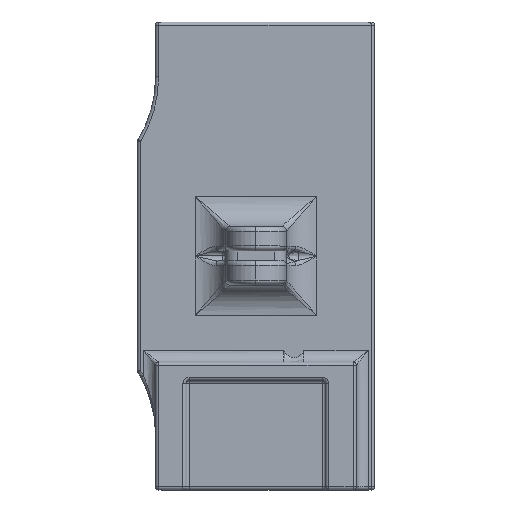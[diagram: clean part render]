
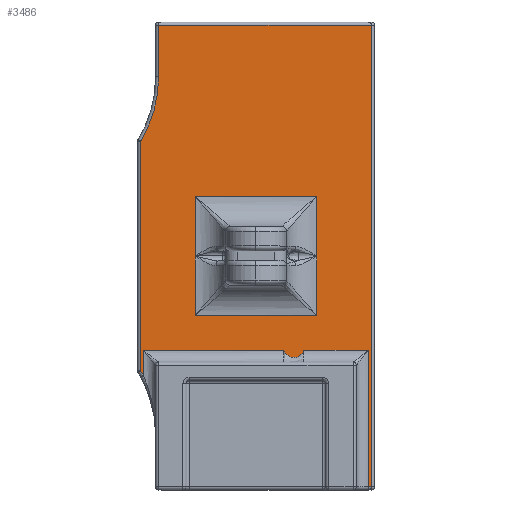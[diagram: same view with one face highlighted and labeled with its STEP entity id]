
A CAD part, top view. The second image highlights one B-rep face of the part: STEP entity #3486.
In plain terms, the highlighted planar face has unit normal (0, 0, 1).
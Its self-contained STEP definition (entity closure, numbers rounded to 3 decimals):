
#47 = CARTESIAN_POINT ( 'NONE',  ( 14.749, -20.867, -38.699 ) ) ;
#84 = CARTESIAN_POINT ( 'NONE',  ( 20.129, -16.098, -38.699 ) ) ;
#191 = AXIS2_PLACEMENT_3D ( 'NONE', #1411, #7348, #4312 ) ;
#398 = EDGE_CURVE ( 'NONE', #2248, #1979, #9561, .T. ) ;
#458 = VECTOR ( 'NONE', #8409, 1000. ) ;
#495 = DIRECTION ( 'NONE',  ( 0., 1., 0. ) ) ;
#563 = EDGE_CURVE ( 'NONE', #3494, #8410, #9517, .T. ) ;
#566 = CARTESIAN_POINT ( 'NONE',  ( 20.129, -5.367, -38.699 ) ) ;
#571 = VERTEX_POINT ( 'NONE', #4512 ) ;
#681 = CARTESIAN_POINT ( 'NONE',  ( 0.129, -5.367, -38.699 ) ) ;
#825 = DIRECTION ( 'NONE',  ( -1., 0., 0. ) ) ;
#890 = CARTESIAN_POINT ( 'NONE',  ( -5.871, -16.098, -38.699 ) ) ;
#1017 = CARTESIAN_POINT ( 'NONE',  ( 20.129, -15.167, -38.699 ) ) ;
#1021 = LINE ( 'NONE', #6973, #458 ) ;
#1074 = CARTESIAN_POINT ( 'NONE',  ( 28.629, -43.367, -38.699 ) ) ;
#1118 = DIRECTION ( 'NONE',  ( 0., 0., 1. ) ) ;
#1135 = ORIENTED_EDGE ( 'NONE', *, *, #2276, .T. ) ;
#1411 = CARTESIAN_POINT ( 'NONE',  ( -26.371, -34.865, -38.699 ) ) ;
#1420 = DIRECTION ( 'NONE',  ( 1., 0., 0. ) ) ;
#1441 = ORIENTED_EDGE ( 'NONE', *, *, #6260, .T. ) ;
#1577 = ORIENTED_EDGE ( 'NONE', *, *, #398, .T. ) ;
#1585 = VERTEX_POINT ( 'NONE', #5495 ) ;
#1605 = VECTOR ( 'NONE', #4928, 1000. ) ;
#1633 = LINE ( 'NONE', #890, #4926 ) ;
#1670 = CARTESIAN_POINT ( 'NONE',  ( 0.129, -16.098, -38.699 ) ) ;
#1674 = CARTESIAN_POINT ( 'NONE',  ( 7.314, 32.633, -38.699 ) ) ;
#1700 = CARTESIAN_POINT ( 'NONE',  ( 28.629, -16.098, -38.699 ) ) ;
#1707 = VECTOR ( 'NONE', #5144, 1000. ) ;
#1737 = VERTEX_POINT ( 'NONE', #8766 ) ;
#1748 = CARTESIAN_POINT ( 'NONE',  ( -8.829, -23.47, -38.699 ) ) ;
#1776 = ORIENTED_EDGE ( 'NONE', *, *, #8121, .T. ) ;
#1811 = EDGE_CURVE ( 'NONE', #3840, #8114, #5888, .T. ) ;
#1858 = VECTOR ( 'NONE', #495, 1000. ) ;
#1979 = VERTEX_POINT ( 'NONE', #9440 ) ;
#2066 = CIRCLE ( 'NONE', #191, 20.5 ) ;
#2101 = DIRECTION ( 'NONE',  ( 0., 0., -1. ) ) ;
#2248 = VERTEX_POINT ( 'NONE', #1074 ) ;
#2276 = EDGE_CURVE ( 'NONE', #2406, #8685, #1021, .T. ) ;
#2310 = CIRCLE ( 'NONE', #7705, 20.5 ) ;
#2406 = VERTEX_POINT ( 'NONE', #681 ) ;
#2472 = DIRECTION ( 'NONE',  ( 0., -1., 0. ) ) ;
#2572 = CARTESIAN_POINT ( 'NONE',  ( 7.314, -16.098, -38.699 ) ) ;
#2582 = LINE ( 'NONE', #7843, #1858 ) ;
#2640 = VERTEX_POINT ( 'NONE', #2738 ) ;
#2696 = AXIS2_PLACEMENT_3D ( 'NONE', #3878, #3972, #8259 ) ;
#2719 = EDGE_CURVE ( 'NONE', #8685, #4279, #3654, .T. ) ;
#2738 = CARTESIAN_POINT ( 'NONE',  ( -8.829, -24.256, -38.699 ) ) ;
#2945 = LINE ( 'NONE', #8823, #1605 ) ;
#2971 = ORIENTED_EDGE ( 'NONE', *, *, #6598, .T. ) ;
#2975 = VERTEX_POINT ( 'NONE', #8759 ) ;
#3004 = CARTESIAN_POINT ( 'NONE',  ( -8.829, 13.522, -38.699 ) ) ;
#3058 = EDGE_CURVE ( 'NONE', #4279, #6538, #3757, .T. ) ;
#3063 = EDGE_LOOP ( 'NONE', ( #7567, #6788, #5282, #1776, #7913, #3902, #6989, #4136, #1577, #2971, #3089, #8992 ) ) ;
#3089 = ORIENTED_EDGE ( 'NONE', *, *, #1811, .T. ) ;
#3100 = DIRECTION ( 'NONE',  ( 0., -1., 0. ) ) ;
#3243 = AXIS2_PLACEMENT_3D ( 'NONE', #2572, #1118, #3978 ) ;
#3315 = CIRCLE ( 'NONE', #2696, 1.7 ) ;
#3473 = VECTOR ( 'NONE', #4450, 1000. ) ;
#3486 = ADVANCED_FACE ( 'NONE', ( #9227, #8405 ), #4843, .T. ) ;
#3494 = VERTEX_POINT ( 'NONE', #1017 ) ;
#3639 = EDGE_LOOP ( 'NONE', ( #7417, #7361, #1441, #3880, #4770, #1135 ) ) ;
#3654 = LINE ( 'NONE', #8223, #1707 ) ;
#3705 = VECTOR ( 'NONE', #7659, 1000. ) ;
#3713 = CARTESIAN_POINT ( 'NONE',  ( 20.129, -16.098, -38.699 ) ) ;
#3757 = LINE ( 'NONE', #3713, #6781 ) ;
#3840 = VERTEX_POINT ( 'NONE', #7520 ) ;
#3878 = CARTESIAN_POINT ( 'NONE',  ( 16.374, -20.367, -38.699 ) ) ;
#3880 = ORIENTED_EDGE ( 'NONE', *, *, #563, .T. ) ;
#3902 = ORIENTED_EDGE ( 'NONE', *, *, #7420, .T. ) ;
#3972 = DIRECTION ( 'NONE',  ( 0., 0., 1. ) ) ;
#3978 = DIRECTION ( 'NONE',  ( 1., 0., 0. ) ) ;
#4136 = ORIENTED_EDGE ( 'NONE', *, *, #7429, .T. ) ;
#4222 = CARTESIAN_POINT ( 'NONE',  ( 28.629, -20.867, -38.699 ) ) ;
#4279 = VERTEX_POINT ( 'NONE', #7075 ) ;
#4312 = DIRECTION ( 'NONE',  ( 1., 0., 0. ) ) ;
#4356 = LINE ( 'NONE', #4985, #5937 ) ;
#4450 = DIRECTION ( 'NONE',  ( 1., 0., 0. ) ) ;
#4471 = EDGE_CURVE ( 'NONE', #8114, #1737, #1633, .T. ) ;
#4512 = CARTESIAN_POINT ( 'NONE',  ( -8.371, -20.867, -38.699 ) ) ;
#4702 = DIRECTION ( 'NONE',  ( 0., -1., 0. ) ) ;
#4719 = LINE ( 'NONE', #1670, #3705 ) ;
#4760 = VERTEX_POINT ( 'NONE', #47 ) ;
#4770 = ORIENTED_EDGE ( 'NONE', *, *, #8773, .T. ) ;
#4843 = PLANE ( 'NONE',  #3243 ) ;
#4857 = CARTESIAN_POINT ( 'NONE',  ( -26.371, 24.131, -38.699 ) ) ;
#4893 = EDGE_CURVE ( 'NONE', #6243, #2640, #7786, .T. ) ;
#4926 = VECTOR ( 'NONE', #9053, 1000. ) ;
#4928 = DIRECTION ( 'NONE',  ( 0., 1., 0. ) ) ;
#4985 = CARTESIAN_POINT ( 'NONE',  ( 7.314, -20.867, -38.699 ) ) ;
#5078 = EDGE_CURVE ( 'NONE', #1585, #9353, #4356, .T. ) ;
#5079 = CARTESIAN_POINT ( 'NONE',  ( -5.871, 32.633, -38.699 ) ) ;
#5091 = VECTOR ( 'NONE', #4702, 1000. ) ;
#5118 = CARTESIAN_POINT ( 'NONE',  ( 0.129, -15.167, -38.699 ) ) ;
#5144 = DIRECTION ( 'NONE',  ( 1., 0., 0. ) ) ;
#5153 = VECTOR ( 'NONE', #8496, 1000. ) ;
#5282 = ORIENTED_EDGE ( 'NONE', *, *, #7244, .T. ) ;
#5339 = DIRECTION ( 'NONE',  ( 0., -1., 0. ) ) ;
#5495 = CARTESIAN_POINT ( 'NONE',  ( 17.999, -20.867, -38.699 ) ) ;
#5888 = LINE ( 'NONE', #1674, #8472 ) ;
#5914 = CARTESIAN_POINT ( 'NONE',  ( 7.314, -15.167, -38.699 ) ) ;
#5937 = VECTOR ( 'NONE', #7925, 1000. ) ;
#6080 = VECTOR ( 'NONE', #3100, 1000. ) ;
#6194 = LINE ( 'NONE', #1700, #7308 ) ;
#6201 = VECTOR ( 'NONE', #825, 1000. ) ;
#6243 = VERTEX_POINT ( 'NONE', #3004 ) ;
#6260 = EDGE_CURVE ( 'NONE', #6538, #3494, #8880, .T. ) ;
#6538 = VERTEX_POINT ( 'NONE', #566 ) ;
#6598 = EDGE_CURVE ( 'NONE', #1979, #3840, #2945, .T. ) ;
#6603 = DIRECTION ( 'NONE',  ( -1., 0., 0. ) ) ;
#6781 = VECTOR ( 'NONE', #5339, 1000. ) ;
#6788 = ORIENTED_EDGE ( 'NONE', *, *, #4893, .T. ) ;
#6973 = CARTESIAN_POINT ( 'NONE',  ( 0.129, -16.098, -38.699 ) ) ;
#6989 = ORIENTED_EDGE ( 'NONE', *, *, #5078, .T. ) ;
#7001 = CARTESIAN_POINT ( 'NONE',  ( 7.314, -20.867, -38.699 ) ) ;
#7075 = CARTESIAN_POINT ( 'NONE',  ( 20.129, 4.433, -38.699 ) ) ;
#7244 = EDGE_CURVE ( 'NONE', #2640, #2975, #2066, .T. ) ;
#7308 = VECTOR ( 'NONE', #2472, 1000. ) ;
#7348 = DIRECTION ( 'NONE',  ( 0., 0., -1. ) ) ;
#7361 = ORIENTED_EDGE ( 'NONE', *, *, #3058, .T. ) ;
#7417 = ORIENTED_EDGE ( 'NONE', *, *, #2719, .T. ) ;
#7420 = EDGE_CURVE ( 'NONE', #4760, #1585, #3315, .T. ) ;
#7429 = EDGE_CURVE ( 'NONE', #9353, #2248, #6194, .T. ) ;
#7520 = CARTESIAN_POINT ( 'NONE',  ( 29.129, 32.633, -38.699 ) ) ;
#7567 = ORIENTED_EDGE ( 'NONE', *, *, #9013, .T. ) ;
#7590 = EDGE_CURVE ( 'NONE', #571, #4760, #9319, .T. ) ;
#7659 = DIRECTION ( 'NONE',  ( 0., 1., 0. ) ) ;
#7705 = AXIS2_PLACEMENT_3D ( 'NONE', #4857, #2101, #1420 ) ;
#7786 = LINE ( 'NONE', #1748, #5091 ) ;
#7843 = CARTESIAN_POINT ( 'NONE',  ( -8.371, -22.867, -38.699 ) ) ;
#7913 = ORIENTED_EDGE ( 'NONE', *, *, #7590, .T. ) ;
#7925 = DIRECTION ( 'NONE',  ( 1., 0., 0. ) ) ;
#8114 = VERTEX_POINT ( 'NONE', #5079 ) ;
#8121 = EDGE_CURVE ( 'NONE', #2975, #571, #2582, .T. ) ;
#8191 = CARTESIAN_POINT ( 'NONE',  ( 0.129, 4.433, -38.699 ) ) ;
#8223 = CARTESIAN_POINT ( 'NONE',  ( 7.314, 4.433, -38.699 ) ) ;
#8259 = DIRECTION ( 'NONE',  ( 1., 0., 0. ) ) ;
#8405 = FACE_BOUND ( 'NONE', #3639, .T. ) ;
#8409 = DIRECTION ( 'NONE',  ( 0., 1., 0. ) ) ;
#8410 = VERTEX_POINT ( 'NONE', #5118 ) ;
#8472 = VECTOR ( 'NONE', #6603, 1000. ) ;
#8496 = DIRECTION ( 'NONE',  ( 1., 0., 0. ) ) ;
#8685 = VERTEX_POINT ( 'NONE', #8191 ) ;
#8759 = CARTESIAN_POINT ( 'NONE',  ( -8.371, -25.054, -38.699 ) ) ;
#8766 = CARTESIAN_POINT ( 'NONE',  ( -5.871, 24.131, -38.699 ) ) ;
#8773 = EDGE_CURVE ( 'NONE', #8410, #2406, #4719, .T. ) ;
#8793 = CARTESIAN_POINT ( 'NONE',  ( 7.314, -43.367, -38.699 ) ) ;
#8823 = CARTESIAN_POINT ( 'NONE',  ( 29.129, 32.633, -38.699 ) ) ;
#8880 = LINE ( 'NONE', #84, #6080 ) ;
#8992 = ORIENTED_EDGE ( 'NONE', *, *, #4471, .T. ) ;
#9013 = EDGE_CURVE ( 'NONE', #1737, #6243, #2310, .T. ) ;
#9053 = DIRECTION ( 'NONE',  ( 0., -1., 0. ) ) ;
#9227 = FACE_OUTER_BOUND ( 'NONE', #3063, .T. ) ;
#9319 = LINE ( 'NONE', #7001, #5153 ) ;
#9353 = VERTEX_POINT ( 'NONE', #4222 ) ;
#9440 = CARTESIAN_POINT ( 'NONE',  ( 29.129, -43.367, -38.699 ) ) ;
#9517 = LINE ( 'NONE', #5914, #6201 ) ;
#9561 = LINE ( 'NONE', #8793, #3473 ) ;
